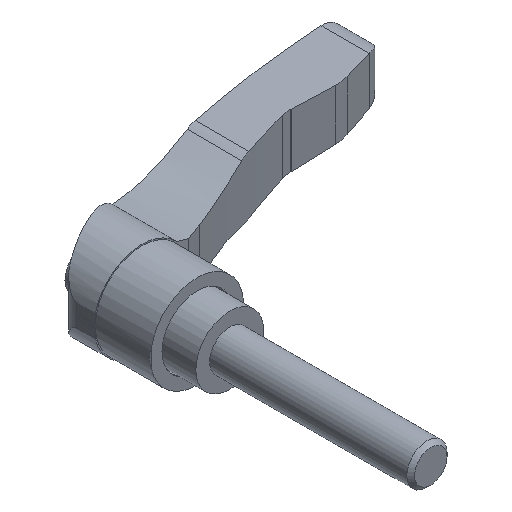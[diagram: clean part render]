
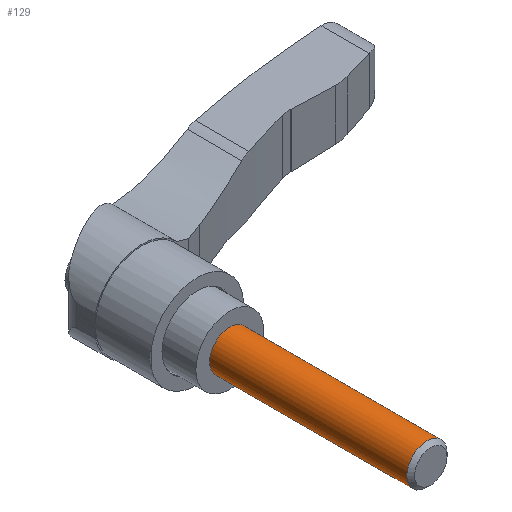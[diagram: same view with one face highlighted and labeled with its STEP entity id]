
A CAD part, isometric view. The second image highlights one B-rep face of the part: STEP entity #129.
In plain terms, the highlighted cylindrical face has radius 4 mm (diameter 8 mm), a full revolution.
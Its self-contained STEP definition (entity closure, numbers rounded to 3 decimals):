
#129 = ADVANCED_FACE( '', ( #289, #290 ), #291, .T. );
#289 = FACE_OUTER_BOUND( '', #483, .T. );
#290 = FACE_OUTER_BOUND( '', #484, .T. );
#291 = CYLINDRICAL_SURFACE( '', #485, 4. );
#483 = EDGE_LOOP( '', ( #824 ) );
#484 = EDGE_LOOP( '', ( #825 ) );
#485 = AXIS2_PLACEMENT_3D( '', #826, #827, #828 );
#824 = ORIENTED_EDGE( '', *, *, #1209, .F. );
#825 = ORIENTED_EDGE( '', *, *, #1114, .T. );
#826 = CARTESIAN_POINT( '', ( 0., -40., 0. ) );
#827 = DIRECTION( '', ( 0., 1., 0. ) );
#828 = DIRECTION( '', ( 0., 0., -1. ) );
#1114 = EDGE_CURVE( '', #1326, #1326, #1327, .T. );
#1209 = EDGE_CURVE( '', #1477, #1477, #1478, .T. );
#1326 = VERTEX_POINT( '', #1684 );
#1327 = CIRCLE( '', #1685, 4. );
#1477 = VERTEX_POINT( '', #2070 );
#1478 = CIRCLE( '', #2071, 4. );
#1684 = CARTESIAN_POINT( '', ( 0., 0., -4. ) );
#1685 = AXIS2_PLACEMENT_3D( '', #2218, #2219, #2220 );
#2070 = CARTESIAN_POINT( '', ( 0., -39.233, -4. ) );
#2071 = AXIS2_PLACEMENT_3D( '', #2335, #2336, #2337 );
#2218 = CARTESIAN_POINT( '', ( 0., 0., 0. ) );
#2219 = DIRECTION( '', ( 0., -1., 0. ) );
#2220 = DIRECTION( '', ( 0., 0., -1. ) );
#2335 = CARTESIAN_POINT( '', ( 0., -39.233, 0. ) );
#2336 = DIRECTION( '', ( 0., -1., 0. ) );
#2337 = DIRECTION( '', ( 0., 0., -1. ) );
